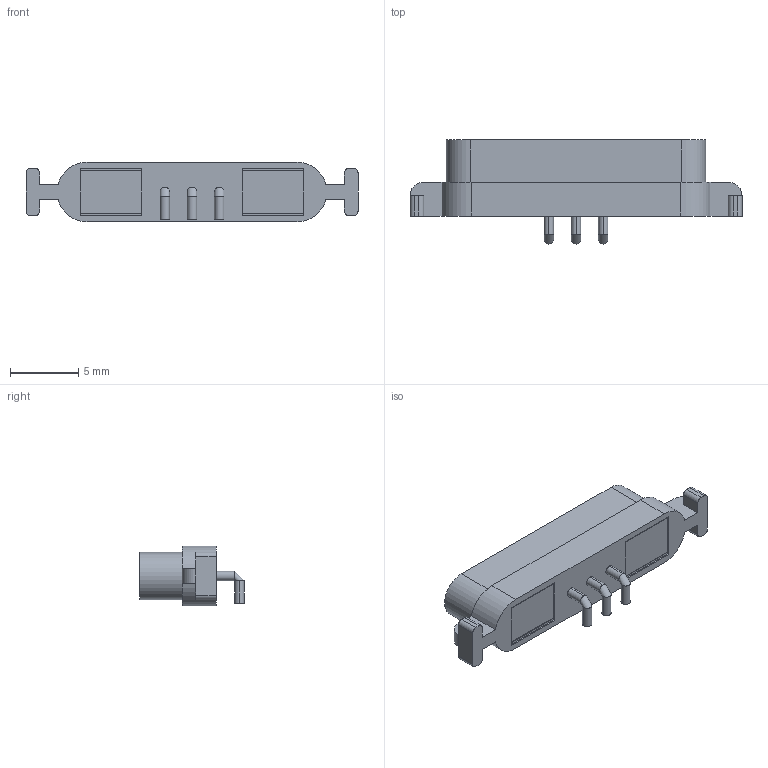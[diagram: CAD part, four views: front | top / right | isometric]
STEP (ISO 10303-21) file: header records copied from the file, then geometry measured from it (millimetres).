
FILE_DESCRIPTION (( 'STEP AP214' ), '1' );
FILE_NAME ('686G0321310125E.STEP', '2023-05-08T13:14:30', ( '' ), ( '' ), 'SwSTEP 2.0', 'SolidWorks 2020', '' );
FILE_SCHEMA (( 'AUTOMOTIVE_DESIGN' ));
Length unit declared in the file: millimetre
Products named in the file (1): 686G0321310125E
Bounding box: 24.41 x 7.65 x 4.4 mm (x, y, z)
Volume: 405.5 mm3; surface area: 529.3 mm2
Topology: 1 solids, 1 shells, 119 faces, 299 edges, 185 vertices
Faces by surface type: plane 62, cylinder 40, torus 9, cone 8
Entity records: 4723 total; most frequent: DIRECTION 626, CARTESIAN_POINT 592, ORIENTED_EDGE 574, EDGE_CURVE 287, AXIS2_PLACEMENT_3D 219, VECTOR 188, LINE 188, VERTEX_POINT 185
